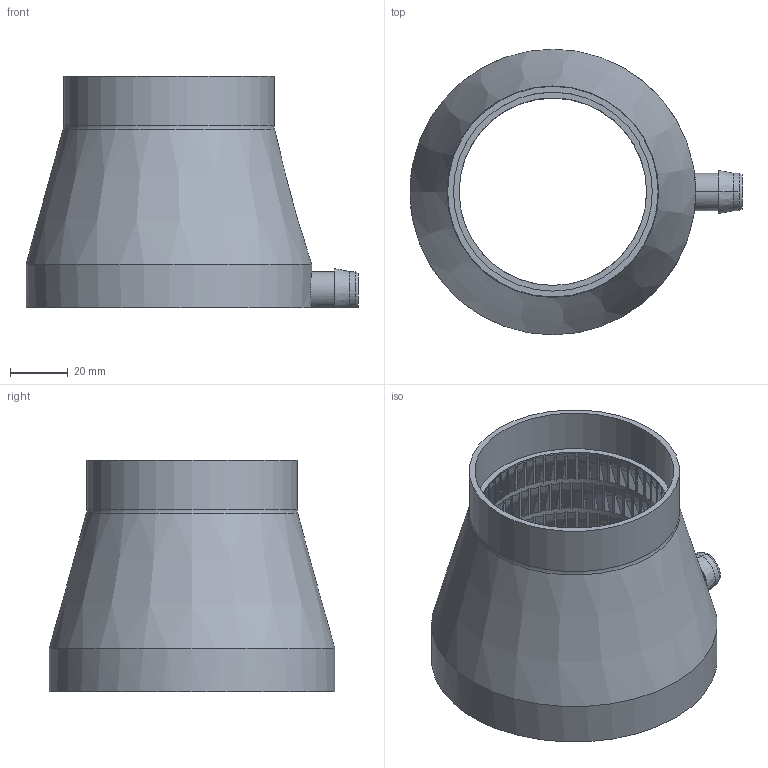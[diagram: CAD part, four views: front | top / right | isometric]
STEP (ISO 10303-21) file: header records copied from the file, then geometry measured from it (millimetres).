
FILE_DESCRIPTION(('FreeCAD Model'),'2;1');
FILE_NAME('Open CASCADE Shape Model','2024-10-25T08:14:21',(''),(''), 'Open CASCADE STEP processor 7.8','FreeCAD','Unknown');
FILE_SCHEMA(('AUTOMOTIVE_DESIGN { 1 0 10303 214 1 1 1 1 }'));
Length unit declared in the file: millimetre
Products named in the file (1): Body
Bounding box: 114.8 x 98.8 x 80 mm (x, y, z)
Volume: 108688.2 mm3; surface area: 92423.3 mm2
Topology: 1 solids, 1 shells, 901 faces, 3012 edges, 2004 vertices
Faces by surface type: plane 659, cylinder 233, cone 8, torus 1
Full cylindrical faces by diameter (mm): 8 x1, 64.8 x2, 68.8 x2, 72.8 x1, 76.8 x2, 94.8 x2, 98.8 x1
Entity records: 39001 total; most frequent: CARTESIAN_POINT 11469, ORIENTED_EDGE 6024, DIRECTION 5669, EDGE_CURVE 3012, VERTEX_POINT 2004, AXIS2_PLACEMENT_3D 1926, LINE 1817, VECTOR 1817
